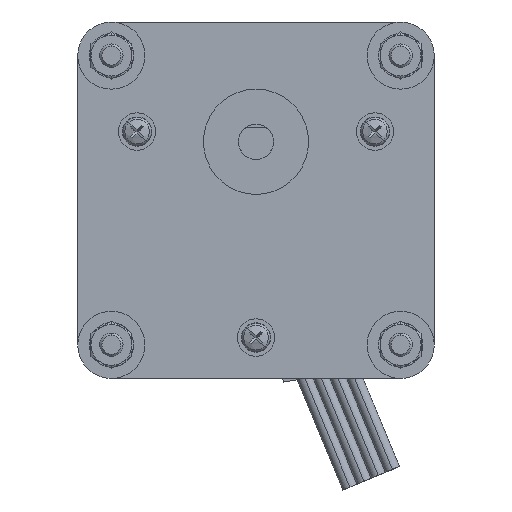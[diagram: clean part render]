
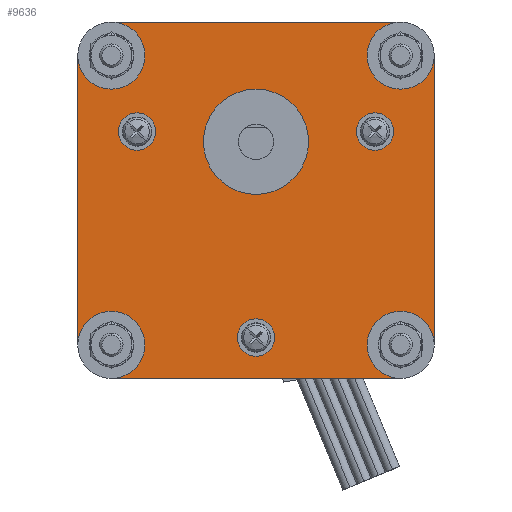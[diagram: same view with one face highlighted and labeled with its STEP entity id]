
A CAD part, left-side view. The second image highlights one B-rep face of the part: STEP entity #9636.
In plain terms, the highlighted planar face has unit normal (-1, 0, 0).
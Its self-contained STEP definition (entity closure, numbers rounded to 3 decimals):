
#8412=CARTESIAN_POINT('POINT4344',(1.,0.,-30.3));
#8413=VERTEX_POINT('VERTEX4344',#8412);
#8420=CARTESIAN_POINT('POINT4345',(1.,
   0.,-36.7));
#8421=VERTEX_POINT('VERTEX4345',#8420);
#8422=CARTESIAN_POINT('POS6478',(1.,0.,
   -33.5));
#8423=DIRECTION('DIR9603',(1.,0.,0.));
#8424=DIRECTION('DIR9604',(0.,0.,1.));
#8425=AXIS2_PLACEMENT_3D('AXIS3126',#8422,#8423,#8424);
#8426=CIRCLE('ELLIPSE1294',#8425,3.2);
#8427=EDGE_CURVE('EDGE6980',#8421,#8413,#8426,.T.);
#8447=EDGE_CURVE('EDGE6982',#8413,#8421,#8426,.T.);
#8452=CARTESIAN_POINT('POINT4346',(1.,
   -20.352,4.95));
#8453=VERTEX_POINT('VERTEX4346',#8452);
#8460=CARTESIAN_POINT('POINT4347',(1.,
   -20.352,-1.45));
#8461=VERTEX_POINT('VERTEX4347',#8460);
#8462=CARTESIAN_POINT('POS6482',(1.,
   -20.352,1.75));
#8463=DIRECTION('DIR9609',(1.,0.,0.));
#8464=DIRECTION('DIR9610',(0.,0.,1.));
#8465=AXIS2_PLACEMENT_3D('AXIS3128',#8462,#8463,#8464);
#8466=CIRCLE('ELLIPSE1295',#8465,3.2);
#8467=EDGE_CURVE('EDGE6984',#8461,#8453,#8466,.T.);
#8487=EDGE_CURVE('EDGE6986',#8453,#8461,#8466,.T.);
#8492=CARTESIAN_POINT('POINT4348',(1.,
   20.352,4.95));
#8493=VERTEX_POINT('VERTEX4348',#8492);
#8500=CARTESIAN_POINT('POINT4349',(1.,
   20.352,-1.45));
#8501=VERTEX_POINT('VERTEX4349',#8500);
#8502=CARTESIAN_POINT('POS6486',(1.,
   20.352,1.75));
#8503=DIRECTION('DIR9615',(1.,0.,0.));
#8504=DIRECTION('DIR9616',(0.,0.,1.));
#8505=AXIS2_PLACEMENT_3D('AXIS3130',#8502,#8503,#8504);
#8506=CIRCLE('ELLIPSE1296',#8505,3.2);
#8507=EDGE_CURVE('EDGE6988',#8501,#8493,#8506,.T.);
#8527=EDGE_CURVE('EDGE6990',#8493,#8501,#8506,.T.);
#8532=CARTESIAN_POINT('POINT4350',(1.,
   0.,9.));
#8533=VERTEX_POINT('VERTEX4350',#8532);
#8541=CARTESIAN_POINT('POINT4351',(1.,0.,
   -9.));
#8542=VERTEX_POINT('VERTEX4351',#8541);
#8549=CARTESIAN_POINT('POS6491',(1.,0.,
   0.));
#8550=DIRECTION('DIR9622',(1.,0.,0.));
#8551=DIRECTION('DIR9623',(0.,0.,1.));
#8552=AXIS2_PLACEMENT_3D('AXIS3132',#8549,#8550,#8551);
#8553=CIRCLE('ELLIPSE1297',#8552,9.);
#8554=EDGE_CURVE('EDGE6993',#8533,#8542,#8553,.T.);
#8565=EDGE_CURVE('EDGE6994',#8542,#8533,#8553,.T.);
#9350=CARTESIAN_POINT('POINT4389',(1.,24.75,20.5));
#9351=VERTEX_POINT('VERTEX4389',#9350);
#9359=CARTESIAN_POINT('POINT4390',(1.,24.75,
   9.));
#9360=VERTEX_POINT('VERTEX4390',#9359);
#9367=CARTESIAN_POINT('POS6552',(1.,24.75,
   14.75));
#9368=DIRECTION('DIR9720',(1.,0.,0.));
#9369=DIRECTION('DIR9721',(0.,0.,-1.));
#9370=AXIS2_PLACEMENT_3D('AXIS3169',#9367,#9368,#9369);
#9371=CIRCLE('ELLIPSE1317',#9370,5.75);
#9372=EDGE_CURVE('EDGE7061',#9351,#9360,#9371,.T.);
#9421=CARTESIAN_POINT('POINT4394',(1.,30.5,-34.75));
#9422=VERTEX_POINT('VERTEX4394',#9421);
#9430=CARTESIAN_POINT('POINT4395',(1.,19.,-34.75));
#9431=VERTEX_POINT('VERTEX4395',#9430);
#9438=CARTESIAN_POINT('POS6558',(1.,24.75,-34.75));
#9439=DIRECTION('DIR9730',(1.,0.,0.));
#9440=DIRECTION('DIR9731',(0.,0.,-1.));
#9441=AXIS2_PLACEMENT_3D('AXIS3173',#9438,#9439,#9440);
#9442=CIRCLE('ELLIPSE1319',#9441,5.75);
#9443=EDGE_CURVE('EDGE7067',#9422,#9431,#9442,.T.);
#9488=CARTESIAN_POINT('POINT4398',(1.,-24.75,-40.5));
#9489=VERTEX_POINT('VERTEX4398',#9488);
#9497=CARTESIAN_POINT('POINT4399',(1.,-24.75,-29.));
#9498=VERTEX_POINT('VERTEX4399',#9497);
#9505=CARTESIAN_POINT('POS6564',(1.,-24.75,-34.75));
#9506=DIRECTION('DIR9740',(1.,0.,0.));
#9507=DIRECTION('DIR9741',(0.,0.,-1.));
#9508=AXIS2_PLACEMENT_3D('AXIS3177',#9505,#9506,#9507);
#9509=CIRCLE('ELLIPSE1321',#9508,5.75);
#9510=EDGE_CURVE('EDGE7072',#9489,#9498,#9509,.T.);
#9559=ORIENTED_EDGE('COEDGE14101',*,*,#8565,.T.);
#9560=ORIENTED_EDGE('COEDGE14102',*,*,#8554,.T.);
#9561=EDGE_LOOP('NONE',(#9559,#9560));
#9562=FACE_BOUND('LOOP1',#9561,.T.);
#9563=ORIENTED_EDGE('COEDGE14103',*,*,#8527,.T.);
#9564=ORIENTED_EDGE('COEDGE14104',*,*,#8507,.T.);
#9565=EDGE_LOOP('NONE',(#9563,#9564));
#9566=FACE_BOUND('LOOP1',#9565,.T.);
#9567=ORIENTED_EDGE('COEDGE14105',*,*,#8487,.T.);
#9568=ORIENTED_EDGE('COEDGE14106',*,*,#8467,.T.);
#9569=EDGE_LOOP('NONE',(#9567,#9568));
#9570=FACE_BOUND('LOOP1',#9569,.T.);
#9571=ORIENTED_EDGE('COEDGE14107',*,*,#8447,.T.);
#9572=ORIENTED_EDGE('COEDGE14108',*,*,#8427,.T.);
#9573=EDGE_LOOP('NONE',(#9571,#9572));
#9574=FACE_BOUND('LOOP1',#9573,.T.);
#9575=ORIENTED_EDGE('COEDGE14109',*,*,#9443,.T.);
#9576=CARTESIAN_POINT('POINT4403',(1.,24.75,-40.5));
#9577=VERTEX_POINT('VERTEX4403',#9576);
#9578=EDGE_CURVE('EDGE7076',#9431,#9577,#9442,.T.);
#9579=ORIENTED_EDGE('COEDGE14110',*,*,#9578,.T.);
#9580=CARTESIAN_POINT('POS6568',(1.,24.75,-40.5));
#9581=DIRECTION('DIR9748',(0.,-1.,0.));
#9582=VECTOR('VEC3388',#9581,1.);
#9583=LINE('STRAIGHT3388',#9580,#9582);
#9584=EDGE_CURVE('EDGE7077',#9577,#9489,#9583,.T.);
#9585=ORIENTED_EDGE('COEDGE14111',*,*,#9584,.T.);
#9586=ORIENTED_EDGE('COEDGE14112',*,*,#9510,.T.);
#9587=CARTESIAN_POINT('POINT4404',(1.,-30.5,-34.75));
#9588=VERTEX_POINT('VERTEX4404',#9587);
#9589=EDGE_CURVE('EDGE7078',#9498,#9588,#9509,.T.);
#9590=ORIENTED_EDGE('COEDGE14113',*,*,#9589,.T.);
#9591=CARTESIAN_POINT('POINT4405',(1.,-30.5,14.75));
#9592=VERTEX_POINT('VERTEX4405',#9591);
#9593=CARTESIAN_POINT('POS6569',(1.,-30.5,
   -10.));
#9594=DIRECTION('DIR9749',(0.,0.,1.));
#9595=VECTOR('VEC3389',#9594,1.);
#9596=LINE('STRAIGHT3389',#9593,#9595);
#9597=EDGE_CURVE('EDGE7079',#9588,#9592,#9596,.T.);
#9598=ORIENTED_EDGE('COEDGE14114',*,*,#9597,.T.);
#9599=CARTESIAN_POINT('POINT4406',(1.,-19.,
   14.75));
#9600=VERTEX_POINT('VERTEX4406',#9599);
#9601=CARTESIAN_POINT('POS6570',(1.,-24.75,
   14.75));
#9602=DIRECTION('DIR9750',(1.,0.,0.));
#9603=DIRECTION('DIR9751',(0.,0.,-1.));
#9604=AXIS2_PLACEMENT_3D('AXIS3181',#9601,#9602,#9603);
#9605=CIRCLE('ELLIPSE1323',#9604,5.75);
#9606=EDGE_CURVE('EDGE7080',#9592,#9600,#9605,.T.);
#9607=ORIENTED_EDGE('COEDGE14115',*,*,#9606,.T.);
#9608=CARTESIAN_POINT('POINT4407',(1.,-24.75,20.5));
#9609=VERTEX_POINT('VERTEX4407',#9608);
#9610=EDGE_CURVE('EDGE7081',#9600,#9609,#9605,.T.);
#9611=ORIENTED_EDGE('COEDGE14116',*,*,#9610,.T.);
#9612=CARTESIAN_POINT('POS6571',(1.,-24.75,20.5));
#9613=DIRECTION('DIR9752',(0.,1.,0.));
#9614=VECTOR('VEC3390',#9613,1.);
#9615=LINE('STRAIGHT3390',#9612,#9614);
#9616=EDGE_CURVE('EDGE7082',#9609,#9351,#9615,.T.);
#9617=ORIENTED_EDGE('COEDGE14117',*,*,#9616,.T.);
#9618=ORIENTED_EDGE('COEDGE14118',*,*,#9372,.T.);
#9619=CARTESIAN_POINT('POINT4408',(1.,30.5,14.75));
#9620=VERTEX_POINT('VERTEX4408',#9619);
#9621=EDGE_CURVE('EDGE7083',#9360,#9620,#9371,.T.);
#9622=ORIENTED_EDGE('COEDGE14119',*,*,#9621,.T.);
#9623=CARTESIAN_POINT('POS6572',(1.,30.5,14.75));
#9624=DIRECTION('DIR9753',(0.,0.,-1.));
#9625=VECTOR('VEC3391',#9624,1.);
#9626=LINE('STRAIGHT3391',#9623,#9625);
#9627=EDGE_CURVE('EDGE7084',#9620,#9422,#9626,.T.);
#9628=ORIENTED_EDGE('COEDGE14120',*,*,#9627,.T.);
#9629=EDGE_LOOP('NONE',(#9575,#9579,#9585,#9586,#9590,#9598,#9607,#9611,
   #9617,#9618,#9622,#9628));
#9630=FACE_BOUND('LOOP1',#9629,.T.);
#9631=CARTESIAN_POINT('POS6573',(1.,0.,
   -10.));
#9632=DIRECTION('DIR9754',(1.,0.,0.));
#9633=DIRECTION('DIR9755',(0.,1.,0.));
#9634=AXIS2_PLACEMENT_3D('AXIS3182',#9631,#9632,#9633);
#9635=PLANE('PLANE1352',#9634);
#9636=ADVANCED_FACE('FACE2940',(#9562,#9566,#9570,#9574,#9630),#9635,.F.
   );
